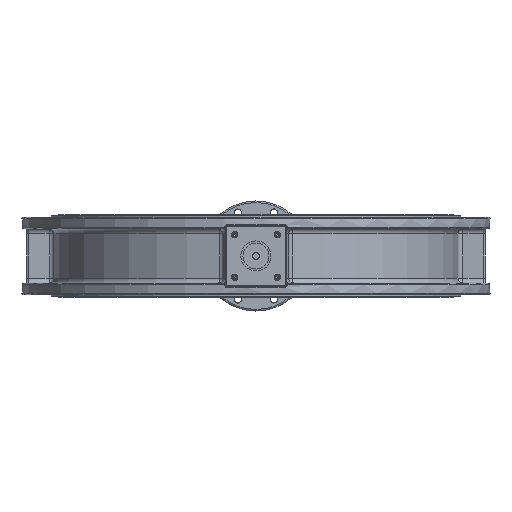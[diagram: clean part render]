
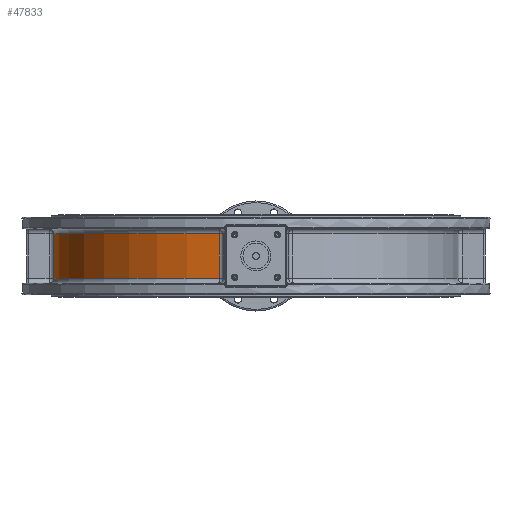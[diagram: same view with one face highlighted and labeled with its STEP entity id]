
A CAD part, front view. The second image highlights one B-rep face of the part: STEP entity #47833.
In plain terms, the highlighted cylindrical face has radius 640 mm (diameter 1280 mm), a partial arc.
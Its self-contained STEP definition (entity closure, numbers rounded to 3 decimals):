
#47397=CARTESIAN_POINT('',(-115.417,-629.507,-71.));
#47398=VERTEX_POINT('',#47397);
#47432=CARTESIAN_POINT('',(-115.417,-629.507,71.));
#47433=VERTEX_POINT('',#47432);
#47456=CARTESIAN_POINT('',(-638.805,-39.084,-71.));
#47457=VERTEX_POINT('',#47456);
#47489=CARTESIAN_POINT('',(-638.805,-39.084,71.));
#47490=VERTEX_POINT('',#47489);
#47547=CARTESIAN_POINT('',(-638.805,-39.084,-71.));
#47548=DIRECTION('',(0.0,0.0,1.0));
#47549=VECTOR('',#47548,142.);
#47550=LINE('',#47547,#47549);
#47551=EDGE_CURVE('',#47457,#47490,#47550,.T.);
#47569=CARTESIAN_POINT('',(0.0,0.0,71.));
#47570=DIRECTION('',(0.0,0.0,1.0));
#47571=DIRECTION('',(-0.749,-0.662,0.0));
#47572=AXIS2_PLACEMENT_3D('',#47569,#47570,#47571);
#47573=CIRCLE('',#47572,640.0);
#47574=EDGE_CURVE('',#47490,#47433,#47573,.T.);
#47593=CARTESIAN_POINT('',(0.0,0.0,-71.));
#47594=DIRECTION('',(0.0,0.0,-1.0));
#47595=DIRECTION('',(-0.749,-0.662,0.0));
#47596=AXIS2_PLACEMENT_3D('',#47593,#47594,#47595);
#47597=CIRCLE('',#47596,640.0);
#47598=EDGE_CURVE('',#47398,#47457,#47597,.T.);
#47628=CARTESIAN_POINT('',(-115.417,-629.507,71.));
#47629=DIRECTION('',(0.0,0.0,-1.0));
#47630=VECTOR('',#47629,142.);
#47631=LINE('',#47628,#47630);
#47632=EDGE_CURVE('',#47433,#47398,#47631,.T.);
#47822=CARTESIAN_POINT('',(0.0,0.0,0.0));
#47823=DIRECTION('',(0.0,0.0,1.0));
#47824=DIRECTION('',(-1.0,0.0,0.0));
#47825=AXIS2_PLACEMENT_3D('',#47822,#47823,#47824);
#47826=CYLINDRICAL_SURFACE('',#47825,640.0);
#47827=ORIENTED_EDGE('',*,*,#47551,.F.);
#47828=ORIENTED_EDGE('',*,*,#47598,.F.);
#47829=ORIENTED_EDGE('',*,*,#47632,.F.);
#47830=ORIENTED_EDGE('',*,*,#47574,.F.);
#47831=EDGE_LOOP('',(#47827,#47828,#47829,#47830));
#47832=FACE_OUTER_BOUND('',#47831,.T.);
#47833=ADVANCED_FACE('',(#47832),#47826,.T.);
